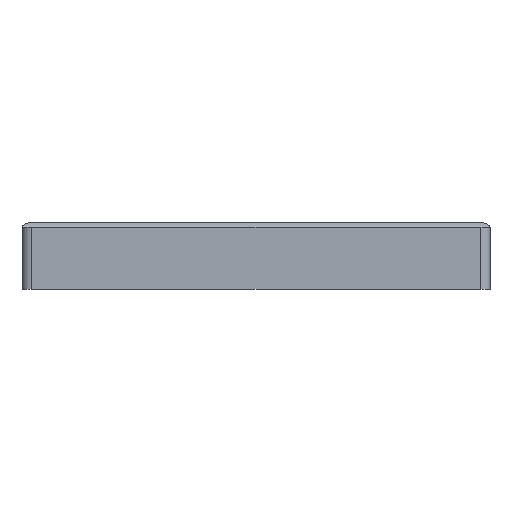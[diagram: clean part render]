
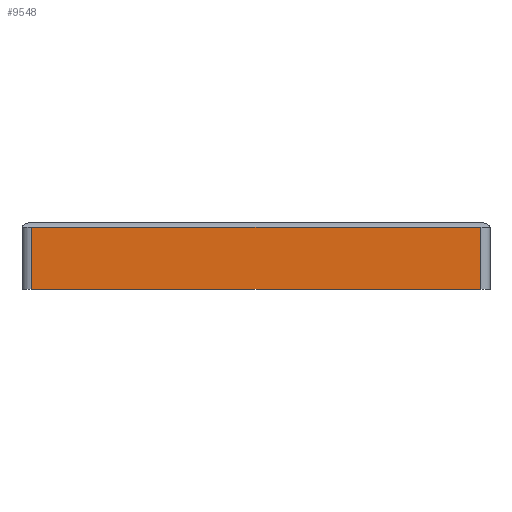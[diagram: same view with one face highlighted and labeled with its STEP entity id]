
A CAD part, front view. The second image highlights one B-rep face of the part: STEP entity #9548.
In plain terms, the highlighted planar face has unit normal (0, -1, 0).
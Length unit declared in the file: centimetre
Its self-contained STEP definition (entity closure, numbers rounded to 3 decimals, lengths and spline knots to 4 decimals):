
#1451=FACE_OUTER_BOUND('',#2211,.T.);
#2211=EDGE_LOOP('',(#8527,#8528,#8529,#8530));
#3080=LINE('',#15694,#3951);
#3081=LINE('',#15699,#3952);
#3082=LINE('',#15702,#3953);
#3083=LINE('',#15703,#3954);
#3951=VECTOR('',#13077,1.);
#3952=VECTOR('',#13084,1.);
#3953=VECTOR('',#13087,1.);
#3954=VECTOR('',#13088,1.);
#4788=VERTEX_POINT('',#15691);
#4789=VERTEX_POINT('',#15693);
#4790=VERTEX_POINT('',#15697);
#4791=VERTEX_POINT('',#15701);
#6040=EDGE_CURVE('',#4788,#4789,#3080,.T.);
#6043=EDGE_CURVE('',#4789,#4790,#3081,.T.);
#6044=EDGE_CURVE('',#4791,#4788,#3082,.T.);
#6045=EDGE_CURVE('',#4790,#4791,#3083,.T.);
#8527=ORIENTED_EDGE('',*,*,#6043,.F.);
#8528=ORIENTED_EDGE('',*,*,#6040,.F.);
#8529=ORIENTED_EDGE('',*,*,#6044,.F.);
#8530=ORIENTED_EDGE('',*,*,#6045,.F.);
#8876=PLANE('',#10475);
#9548=ADVANCED_FACE('',(#1451),#8876,.T.);
#10475=AXIS2_PLACEMENT_3D('',#15700,#13085,#13086);
#13077=DIRECTION('',(-1.,0.,0.));
#13084=DIRECTION('',(0.,0.,1.));
#13085=DIRECTION('center_axis',(0.,-1.,0.));
#13086=DIRECTION('ref_axis',(1.,0.,0.));
#13087=DIRECTION('',(0.,0.,-1.));
#13088=DIRECTION('',(1.,0.,0.));
#15691=CARTESIAN_POINT('',(4.5325,-11.7386,0.));
#15693=CARTESIAN_POINT('',(-4.8475,-11.7386,0.));
#15694=CARTESIAN_POINT('',(4.7325,-11.7386,0.));
#15697=CARTESIAN_POINT('',(-4.8475,-11.7386,1.3));
#15699=CARTESIAN_POINT('',(-4.8475,-11.7386,0.));
#15700=CARTESIAN_POINT('Origin',(-5.0475,-11.7386,0.));
#15701=CARTESIAN_POINT('',(4.5325,-11.7386,1.3));
#15702=CARTESIAN_POINT('',(4.5325,-11.7386,0.));
#15703=CARTESIAN_POINT('',(4.7325,-11.7386,1.3));
